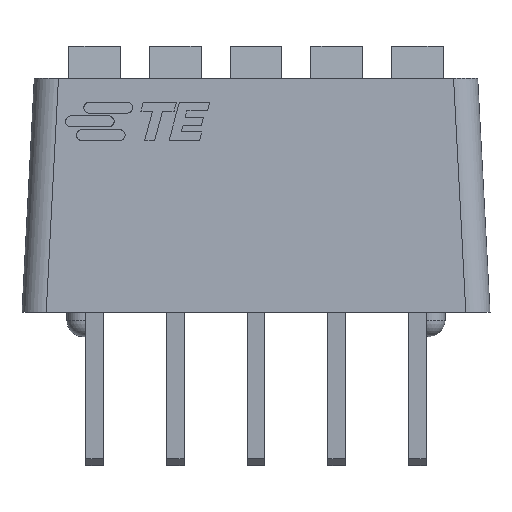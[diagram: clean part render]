
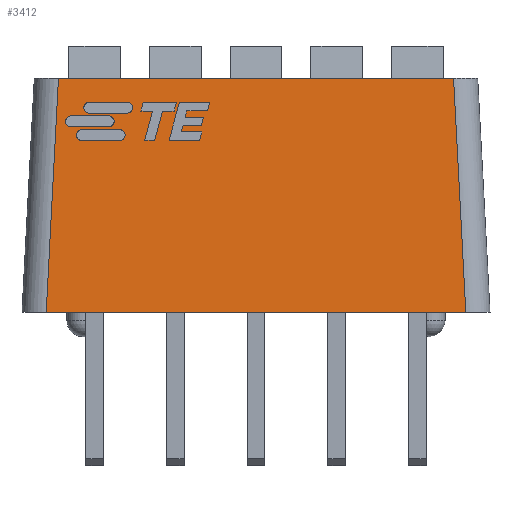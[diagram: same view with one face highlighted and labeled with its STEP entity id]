
A CAD part, front view. The second image highlights one B-rep face of the part: STEP entity #3412.
In plain terms, the highlighted planar face has unit normal (0, -0.999, 0.052).
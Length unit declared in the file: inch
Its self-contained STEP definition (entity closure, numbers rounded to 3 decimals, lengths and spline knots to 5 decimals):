
#281=FACE_OUTER_BOUND('',#489,.T.);
#489=EDGE_LOOP('',(#2431,#2432,#2433,#2434));
#728=LINE('',#5066,#1133);
#734=LINE('',#5083,#1139);
#735=LINE('',#5086,#1140);
#736=LINE('',#5087,#1141);
#1133=VECTOR('',#4153,0.3937);
#1139=VECTOR('',#4171,0.3937);
#1140=VECTOR('',#4174,0.3937);
#1141=VECTOR('',#4175,0.3937);
#1537=VERTEX_POINT('',#5063);
#1538=VERTEX_POINT('',#5065);
#1542=VERTEX_POINT('',#5079);
#1544=VERTEX_POINT('',#5085);
#1880=EDGE_CURVE('',#1538,#1537,#728,.T.);
#1889=EDGE_CURVE('',#1538,#1542,#734,.T.);
#1890=EDGE_CURVE('',#1544,#1537,#735,.T.);
#1891=EDGE_CURVE('',#1544,#1542,#736,.T.);
#2431=ORIENTED_EDGE('',*,*,#1889,.F.);
#2432=ORIENTED_EDGE('',*,*,#1880,.T.);
#2433=ORIENTED_EDGE('',*,*,#1890,.F.);
#2434=ORIENTED_EDGE('',*,*,#1891,.T.);
#3228=PLANE('',#3780);
#3412=ADVANCED_FACE('',(#281),#3228,.T.);
#3780=AXIS2_PLACEMENT_3D('',#5084,#4172,#4173);
#4153=DIRECTION('',(1.,0.,0.));
#4171=DIRECTION('',(0.052,0.052,0.997));
#4172=DIRECTION('center_axis',(0.,-0.999,0.052));
#4173=DIRECTION('ref_axis',(1.,0.,0.));
#4174=DIRECTION('',(0.052,-0.052,-0.997));
#4175=DIRECTION('',(-1.,0.,0.));
#5063=CARTESIAN_POINT('',(0.26004,-0.19,0.03));
#5065=CARTESIAN_POINT('',(-0.26004,-0.19,0.03));
#5066=CARTESIAN_POINT('',(-0.29,-0.19,0.03));
#5079=CARTESIAN_POINT('',(-0.24484,-0.1748,0.32));
#5083=CARTESIAN_POINT('',(-0.25933,-0.18929,0.04355));
#5084=CARTESIAN_POINT('Origin',(0.29,-0.19,0.03));
#5085=CARTESIAN_POINT('',(0.24484,-0.1748,0.32));
#5086=CARTESIAN_POINT('',(0.2596,-0.18956,0.03834));
#5087=CARTESIAN_POINT('',(-0.29,-0.1748,0.32));
